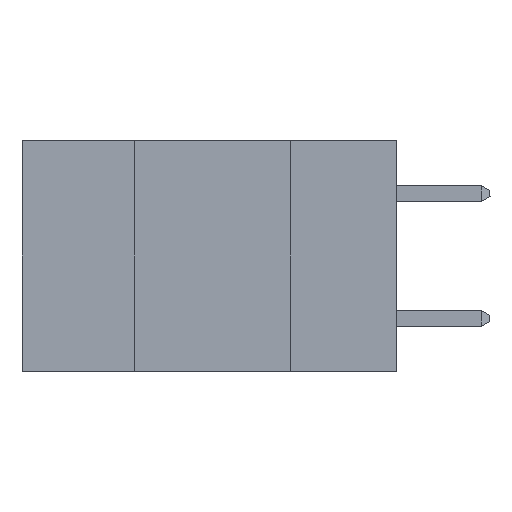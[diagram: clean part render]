
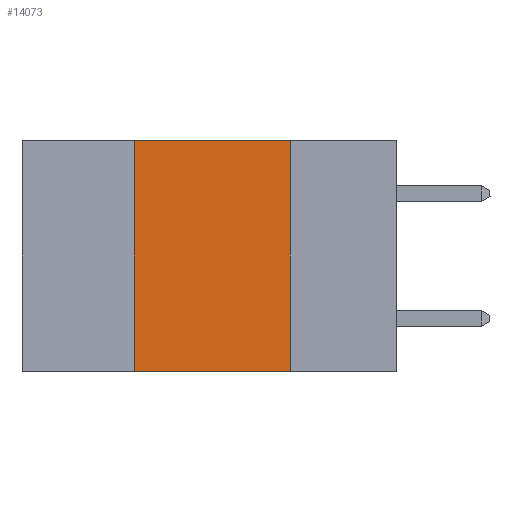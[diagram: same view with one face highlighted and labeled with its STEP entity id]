
A CAD part, left-side view. The second image highlights one B-rep face of the part: STEP entity #14073.
In plain terms, the highlighted planar face has unit normal (-1, 0, 0).
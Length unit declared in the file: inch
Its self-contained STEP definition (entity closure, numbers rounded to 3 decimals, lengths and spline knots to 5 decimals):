
#794 = EDGE_CURVE ( 'NONE', #22410, #23506, #12376, .T. ) ;
#859 = CARTESIAN_POINT ( 'NONE',  ( 0., 0.6, -0.37 ) ) ;
#2397 = VECTOR ( 'NONE', #23671, 39.37008 ) ;
#3033 = CARTESIAN_POINT ( 'NONE',  ( 0., 0.42, 0. ) ) ;
#5244 = ORIENTED_EDGE ( 'NONE', *, *, #13635, .F. ) ;
#5309 = CARTESIAN_POINT ( 'NONE',  ( 0., 0.6, 0. ) ) ;
#6027 = LINE ( 'NONE', #5309, #11840 ) ;
#7669 = DIRECTION ( 'NONE',  ( 0., -1., 0. ) ) ;
#7830 = EDGE_CURVE ( 'NONE', #22410, #11854, #26808, .T. ) ;
#8696 = DIRECTION ( 'NONE',  ( 1., 0., 0. ) ) ;
#9285 = FACE_OUTER_BOUND ( 'NONE', #12925, .T. ) ;
#10733 = PLANE ( 'NONE',  #23966 ) ;
#11290 = CARTESIAN_POINT ( 'NONE',  ( 0., 0.42, -0.37 ) ) ;
#11840 = VECTOR ( 'NONE', #7669, 39.37008 ) ;
#11854 = VERTEX_POINT ( 'NONE', #15445 ) ;
#12106 = DIRECTION ( 'NONE',  ( 0., -1., 0. ) ) ;
#12376 = LINE ( 'NONE', #859, #29429 ) ;
#12830 = EDGE_CURVE ( 'NONE', #15094, #23506, #25738, .T. ) ;
#12925 = EDGE_LOOP ( 'NONE', ( #27488, #5244, #17588, #14662 ) ) ;
#13635 = EDGE_CURVE ( 'NONE', #11854, #15094, #6027, .T. ) ;
#14073 = ADVANCED_FACE ( 'NONE', ( #9285 ), #10733, .F. ) ;
#14662 = ORIENTED_EDGE ( 'NONE', *, *, #794, .T. ) ;
#14742 = DIRECTION ( 'NONE',  ( 0., 0., 1. ) ) ;
#15094 = VERTEX_POINT ( 'NONE', #24481 ) ;
#15445 = CARTESIAN_POINT ( 'NONE',  ( 0., 0.42, 0. ) ) ;
#15702 = CARTESIAN_POINT ( 'NONE',  ( 0., 0.6, 0. ) ) ;
#17588 = ORIENTED_EDGE ( 'NONE', *, *, #7830, .F. ) ;
#20100 = DIRECTION ( 'NONE',  ( 0., 0., -1. ) ) ;
#22410 = VERTEX_POINT ( 'NONE', #11290 ) ;
#22443 = VECTOR ( 'NONE', #14742, 39.37008 ) ;
#23506 = VERTEX_POINT ( 'NONE', #23860 ) ;
#23671 = DIRECTION ( 'NONE',  ( 0., 0., -1. ) ) ;
#23860 = CARTESIAN_POINT ( 'NONE',  ( 0., 0.17, -0.37 ) ) ;
#23966 = AXIS2_PLACEMENT_3D ( 'NONE', #15702, #8696, #20100 ) ;
#24481 = CARTESIAN_POINT ( 'NONE',  ( 0., 0.17, 0. ) ) ;
#25738 = LINE ( 'NONE', #30028, #2397 ) ;
#26808 = LINE ( 'NONE', #3033, #22443 ) ;
#27488 = ORIENTED_EDGE ( 'NONE', *, *, #12830, .F. ) ;
#29429 = VECTOR ( 'NONE', #12106, 39.37008 ) ;
#30028 = CARTESIAN_POINT ( 'NONE',  ( 0., 0.17, 0. ) ) ;
